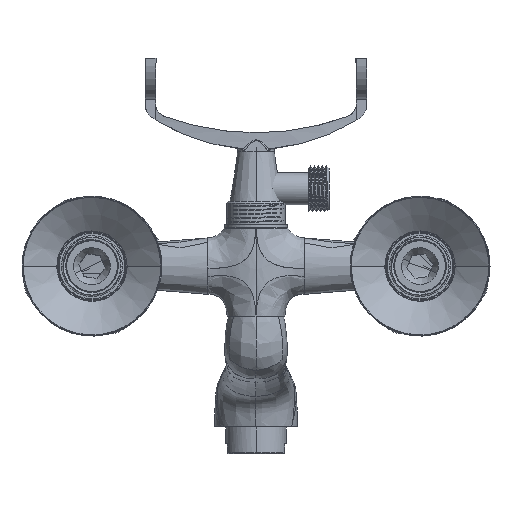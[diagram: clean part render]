
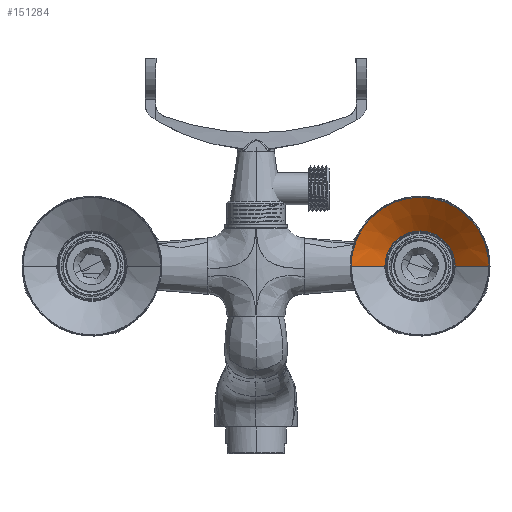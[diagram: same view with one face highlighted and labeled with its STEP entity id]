
A CAD part, front view. The second image highlights one B-rep face of the part: STEP entity #151284.
In plain terms, the highlighted conical face has half-angle 52 degrees and reference radius 31.431 mm.
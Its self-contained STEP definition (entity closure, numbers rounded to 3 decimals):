
#259 = CARTESIAN_POINT ( 'NONE',  ( 31.431, 8.907, 0. ) ) ;
#2142 = EDGE_CURVE ( 'NONE', #198988, #86907, #164454, .T. ) ;
#5450 = VECTOR ( 'NONE', #190458, 1000. ) ;
#7729 = CARTESIAN_POINT ( 'NONE',  ( 0., 21.052, 15.887 ) ) ;
#10028 = CARTESIAN_POINT ( 'NONE',  ( 20.77, 8.907, 23.68 ) ) ;
#13833 = CARTESIAN_POINT ( 'NONE',  ( 0., 21.052, 15.887 ) ) ;
#13991 = CARTESIAN_POINT ( 'NONE',  ( -31.431, 8.907, 0. ) ) ;
#14196 = CARTESIAN_POINT ( 'NONE',  ( 30.426, 8.907, 8.15 ) ) ;
#22884 = CARTESIAN_POINT ( 'NONE',  ( -31.431, 8.907, 0. ) ) ;
#24621 = CARTESIAN_POINT ( 'NONE',  ( 15.887, 21.052, 0. ) ) ;
#25908 = CARTESIAN_POINT ( 'NONE',  ( 28.251, 8.907, 13.929 ) ) ;
#26939 = CARTESIAN_POINT ( 'NONE',  ( -20.77, 8.907, 23.68 ) ) ;
#31729 = EDGE_CURVE ( 'NONE', #33308, #86907, #126065, .T. ) ;
#33308 = VERTEX_POINT ( 'NONE', #197877 ) ;
#42817 = CARTESIAN_POINT ( 'NONE',  ( -15.752, 8.907, 27.277 ) ) ;
#43848 = CARTESIAN_POINT ( 'NONE',  ( -28.251, 8.907, 13.929 ) ) ;
#45580 = CARTESIAN_POINT ( 'NONE',  ( -15.473, 21.052, 4.158 ) ) ;
#45940 = CARTESIAN_POINT ( 'NONE',  ( 27.277, 8.907, 15.752 ) ) ;
#46512 = ORIENTED_EDGE ( 'NONE', *, *, #31729, .F. ) ;
#52373 = CARTESIAN_POINT ( 'NONE',  ( 0., 21.052, 15.887 ) ) ;
#55918 = CARTESIAN_POINT ( 'NONE',  ( 15.887, 21.052, 0. ) ) ;
#56362 = CARTESIAN_POINT ( 'NONE',  ( 8.001, 21.052, 13.882 ) ) ;
#57997 = ORIENTED_EDGE ( 'NONE', *, *, #169137, .F. ) ;
#58685 = CARTESIAN_POINT ( 'NONE',  ( -10.128, 8.907, 29.826 ) ) ;
#60221 = DIRECTION ( 'NONE',  ( 1., 0., 0. ) ) ;
#61811 = CARTESIAN_POINT ( 'NONE',  ( 24.991, 8.907, 19.173 ) ) ;
#62496 = CARTESIAN_POINT ( 'NONE',  ( -8.001, 21.052, 13.882 ) ) ;
#72247 = CARTESIAN_POINT ( 'NONE',  ( 9.763, 21.052, 12.704 ) ) ;
#74550 = CARTESIAN_POINT ( 'NONE',  ( 13.929, 8.907, 28.251 ) ) ;
#75592 = CARTESIAN_POINT ( 'NONE',  ( -8.15, 8.907, 30.426 ) ) ;
#76111 = FACE_OUTER_BOUND ( 'NONE', #139709, .T. ) ;
#77031 = LINE ( 'NONE', #124578, #168038 ) ;
#78726 = CARTESIAN_POINT ( 'NONE',  ( 19.173, 8.907, 24.991 ) ) ;
#81512 = CARTESIAN_POINT ( 'NONE',  ( -13.882, 21.052, 8.001 ) ) ;
#81878 = CARTESIAN_POINT ( 'NONE',  ( -31.431, 8.907, 0. ) ) ;
#82941 = CARTESIAN_POINT ( 'NONE',  ( -30.426, 8.907, 8.15 ) ) ;
#83914 = ORIENTED_EDGE ( 'NONE', *, *, #144685, .F. ) ;
#86907 = VERTEX_POINT ( 'NONE', #22884 ) ;
#88100 = CARTESIAN_POINT ( 'NONE',  ( 2.08, 21.052, 15.887 ) ) ;
#91437 = CARTESIAN_POINT ( 'NONE',  ( -24.991, 8.907, 19.173 ) ) ;
#94200 = CARTESIAN_POINT ( 'NONE',  ( -12.704, 21.052, 9.763 ) ) ;
#96302 = CARTESIAN_POINT ( 'NONE',  ( -15.887, 21.052, 0. ) ) ;
#96667 = CARTESIAN_POINT ( 'NONE',  ( -31.431, 8.907, 2.057 ) ) ;
#97351 = CARTESIAN_POINT ( 'NONE',  ( -4.158, 21.052, 15.473 ) ) ;
#100334 = AXIS2_PLACEMENT_3D ( 'NONE', #140515, #204945, #60221 ) ;
#106232 = VERTEX_POINT ( 'NONE', #55918 ) ;
#107277 = CARTESIAN_POINT ( 'NONE',  ( -19.173, 8.907, 24.991 ) ) ;
#109371 = CARTESIAN_POINT ( 'NONE',  ( 31.431, 8.907, 2.057 ) ) ;
#110140 = ORIENTED_EDGE ( 'NONE', *, *, #167477, .T. ) ;
#110426 = CARTESIAN_POINT ( 'NONE',  ( 2.057, 8.907, 31.431 ) ) ;
#111469 = CARTESIAN_POINT ( 'NONE',  ( 31.431, 8.907, 0. ) ) ;
#117760 = CARTESIAN_POINT ( 'NONE',  ( 13.882, 21.052, 8.001 ) ) ;
#118777 = CARTESIAN_POINT ( 'NONE',  ( 15.887, 21.052, 2.08 ) ) ;
#123146 = CARTESIAN_POINT ( 'NONE',  ( 10.128, 8.907, 29.826 ) ) ;
#124176 = CARTESIAN_POINT ( 'NONE',  ( -23.68, 8.907, 20.77 ) ) ;
#124578 = CARTESIAN_POINT ( 'NONE',  ( 31.431, 8.907, 0. ) ) ;
#126065 = LINE ( 'NONE', #13991, #5450 ) ;
#127146 = CONICAL_SURFACE ( 'NONE', #100334, 31.431, 0.908 ) ;
#138964 = CARTESIAN_POINT ( 'NONE',  ( -2.057, 8.907, 31.431 ) ) ;
#139709 = EDGE_LOOP ( 'NONE', ( #46512, #57997, #83914, #110140, #209047 ) ) ;
#140515 = CARTESIAN_POINT ( 'NONE',  ( 0., 8.907, 0. ) ) ;
#143144 = CARTESIAN_POINT ( 'NONE',  ( 15.752, 8.907, 27.277 ) ) ;
#144685 = EDGE_CURVE ( 'NONE', #106232, #171825, #203966, .T. ) ;
#145932 = CARTESIAN_POINT ( 'NONE',  ( -15.887, 21.052, 2.08 ) ) ;
#151284 = ADVANCED_FACE ( 'NONE', ( #76111 ), #127146, .F. ) ;
#151337 = B_SPLINE_CURVE_WITH_KNOTS ( 'NONE', 3,
 ( #13833, #177574, #97351, #62496, #194511, #94200, #81512, #45580, #145932, #96302 ),
 .UNSPECIFIED., .F., .F.,
 ( 4, 2, 2, 2, 4 ),
 ( 0.25, 0.313, 0.375, 0.438, 0.5 ),
 .UNSPECIFIED. ) ;
#164205 = CARTESIAN_POINT ( 'NONE',  ( -31.228, 8.907, 4.114 ) ) ;
#164454 = B_SPLINE_CURVE_WITH_KNOTS ( 'NONE', 3,
 ( #111469, #109371, #191711, #14196, #206534, #25908, #45940, #61811, #190662, #10028, #78726, #143144, #74550, #123146, #171653, #207585, #110426, #138964, #203399, #75592, #58685, #187528, #42817, #107277, #26939, #124176, #91437, #188568, #43848, #172690, #82941, #164205, #96667, #81878 ),
 .UNSPECIFIED., .F., .F.,
 ( 4, 2, 2, 2, 2, 2, 2, 2, 2, 2, 2, 2, 2, 2, 2, 2, 4 ),
 ( 0., 0.031, 0.063, 0.094, 0.125, 0.156, 0.188, 0.219, 0.25, 0.281, 0.313, 0.344, 0.375, 0.406, 0.438, 0.469, 0.5 ),
 .UNSPECIFIED. ) ;
#167477 = EDGE_CURVE ( 'NONE', #106232, #198988, #77031, .T. ) ;
#168038 = VECTOR ( 'NONE', #191072, 1000. ) ;
#169137 = EDGE_CURVE ( 'NONE', #171825, #33308, #151337, .T. ) ;
#171653 = CARTESIAN_POINT ( 'NONE',  ( 8.15, 8.907, 30.426 ) ) ;
#171825 = VERTEX_POINT ( 'NONE', #52373 ) ;
#172690 = CARTESIAN_POINT ( 'NONE',  ( -29.826, 8.907, 10.128 ) ) ;
#177574 = CARTESIAN_POINT ( 'NONE',  ( -2.08, 21.052, 15.887 ) ) ;
#181090 = CARTESIAN_POINT ( 'NONE',  ( 12.704, 21.052, 9.763 ) ) ;
#187528 = CARTESIAN_POINT ( 'NONE',  ( -13.929, 8.907, 28.251 ) ) ;
#188568 = CARTESIAN_POINT ( 'NONE',  ( -27.277, 8.907, 15.752 ) ) ;
#190458 = DIRECTION ( 'NONE',  ( -0.788, -0.616, 0. ) ) ;
#190662 = CARTESIAN_POINT ( 'NONE',  ( 23.68, 8.907, 20.77 ) ) ;
#191072 = DIRECTION ( 'NONE',  ( 0.788, -0.616, 0. ) ) ;
#191711 = CARTESIAN_POINT ( 'NONE',  ( 31.228, 8.907, 4.114 ) ) ;
#194511 = CARTESIAN_POINT ( 'NONE',  ( -9.763, 21.052, 12.704 ) ) ;
#196945 = CARTESIAN_POINT ( 'NONE',  ( 4.158, 21.052, 15.473 ) ) ;
#197877 = CARTESIAN_POINT ( 'NONE',  ( -15.887, 21.052, 0. ) ) ;
#198988 = VERTEX_POINT ( 'NONE', #259 ) ;
#201094 = CARTESIAN_POINT ( 'NONE',  ( 15.473, 21.052, 4.158 ) ) ;
#203399 = CARTESIAN_POINT ( 'NONE',  ( -4.114, 8.907, 31.228 ) ) ;
#203966 = B_SPLINE_CURVE_WITH_KNOTS ( 'NONE', 3,
 ( #24621, #118777, #201094, #117760, #181090, #72247, #56362, #196945, #88100, #7729 ),
 .UNSPECIFIED., .F., .F.,
 ( 4, 2, 2, 2, 4 ),
 ( 0., 0.063, 0.125, 0.188, 0.25 ),
 .UNSPECIFIED. ) ;
#204945 = DIRECTION ( 'NONE',  ( 0., -1., 0. ) ) ;
#206534 = CARTESIAN_POINT ( 'NONE',  ( 29.826, 8.907, 10.128 ) ) ;
#207585 = CARTESIAN_POINT ( 'NONE',  ( 4.114, 8.907, 31.228 ) ) ;
#209047 = ORIENTED_EDGE ( 'NONE', *, *, #2142, .T. ) ;
